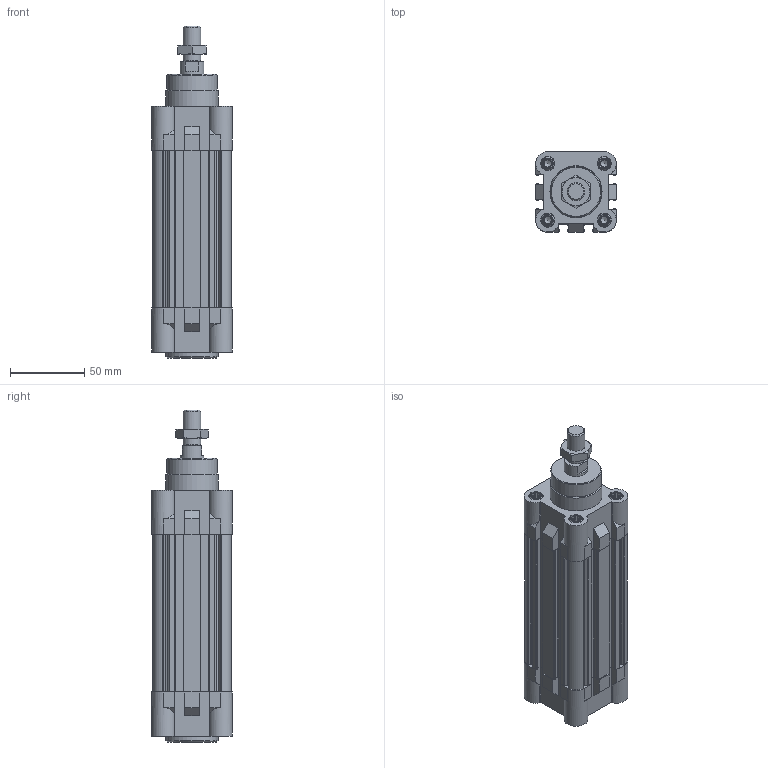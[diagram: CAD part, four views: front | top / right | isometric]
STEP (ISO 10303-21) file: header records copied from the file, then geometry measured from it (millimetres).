
FILE_DESCRIPTION(/* description */ ('STEP AP214'),/* implementation_level */ '2;1');
FILE_NAME(/* name */ '1922625_DNC-40-60-PPV-A',/* time_stamp */ '2024-08-20T17:16:24+02:00',/* author */ ('License CC BY-ND 4.0'),/* organization */ ('CADENAS'),/* preprocessor_version */ 'ST-DEVELOPER v19.3',/* originating_system */ 'PARTsolutions',/* authorisation */ ' ');
FILE_SCHEMA (('AUTOMOTIVE_DESIGN {1 0 10303 214 3 1 1}'));
Length unit declared in the file: millimetre
Products named in the file (4): 1922625 DNC-40-60-PPV-A---(asm_0); 1922625 DNC-40-60---(ZR); DNC-40-60---(KS); DIN-439-B - M12x1.25(F)
Assembly tree (3 placements, depth 2):
  1922625 DNC-40-60-PPV-A---(asm_0)
    1922625 DNC-40-60---(ZR)
    DNC-40-60---(KS)
    DIN-439-B - M12x1.25(F)
Bounding box: 54 x 54 x 223 mm (x, y, z)
Volume: 376565.1 mm3; surface area: 91160.8 mm2
Topology: 3 solids, 3 shells, 604 faces, 1639 edges, 1069 vertices
Faces by surface type: plane 416, cylinder 139, cone 49
Full cylindrical faces by diameter (mm): 4.134 x2, 4.917 x8, 6 x8, 8 x2, 9 x8, 9.5 x8, 10.647 x1, 11.445 x2, 12 x1, 16 x2, 34 x1, 35 x2, 40 x2
Entity records: 18450 total; most frequent: CARTESIAN_POINT 3828, ORIENTED_EDGE 3026, DIRECTION 2832, EDGE_CURVE 1513, VERTEX_POINT 1047, LINE 978, VECTOR 978, AXIS2_PLACEMENT_3D 927
